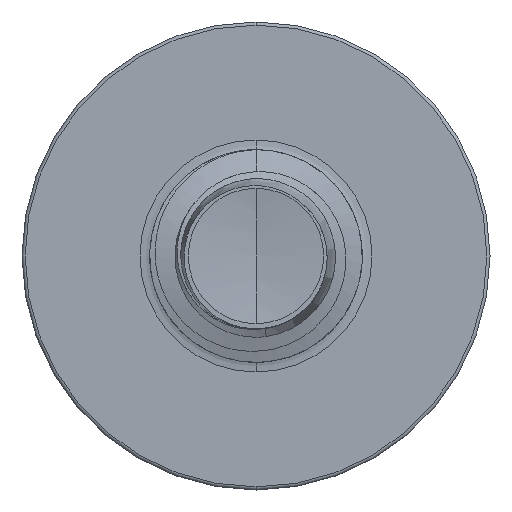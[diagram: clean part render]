
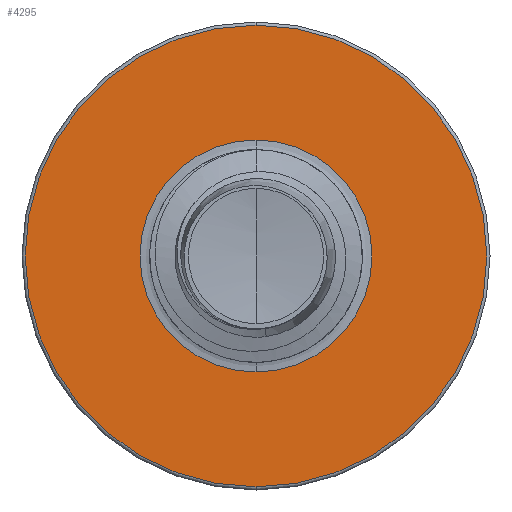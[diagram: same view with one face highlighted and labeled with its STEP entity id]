
A CAD part, front view. The second image highlights one B-rep face of the part: STEP entity #4295.
In plain terms, the highlighted planar face has unit normal (0, -1, 0).
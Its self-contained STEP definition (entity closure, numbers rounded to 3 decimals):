
#16 = EDGE_CURVE ( 'NONE', #9623, #4039, #7703, .T. ) ;
#31 = DIRECTION ( 'NONE',  ( 0., 0., 1. ) ) ;
#35 = DIRECTION ( 'NONE',  ( 0., 1., 0. ) ) ;
#47 = CARTESIAN_POINT ( 'NONE',  ( 0., 3.5, 0. ) ) ;
#267 = AXIS2_PLACEMENT_3D ( 'NONE', #12532, #12520, #12539 ) ;
#432 = DIRECTION ( 'NONE',  ( 0., 1., 0. ) ) ;
#458 = DIRECTION ( 'NONE',  ( 0., 0., 1. ) ) ;
#550 = PLANE ( 'NONE',  #4564 ) ;
#897 = VERTEX_POINT ( 'NONE', #12953 ) ;
#922 = DIRECTION ( 'NONE',  ( 0., 1., 0. ) ) ;
#1749 = CIRCLE ( 'NONE', #11279, 1.363 ) ;
#2003 = CARTESIAN_POINT ( 'NONE',  ( 0., 3.5, -1.363 ) ) ;
#2711 = ORIENTED_EDGE ( 'NONE', *, *, #12753, .T. ) ;
#3191 = AXIS2_PLACEMENT_3D ( 'NONE', #47, #35, #31 ) ;
#3310 = EDGE_LOOP ( 'NONE', ( #11439, #11042 ) ) ;
#3640 = CARTESIAN_POINT ( 'NONE',  ( 0., 3.5, 1.363 ) ) ;
#3941 = DIRECTION ( 'NONE',  ( 0., 0., 1. ) ) ;
#3956 = DIRECTION ( 'NONE',  ( 0., 1., 0. ) ) ;
#3975 = CARTESIAN_POINT ( 'NONE',  ( 0., 3.5, 0. ) ) ;
#3983 = EDGE_LOOP ( 'NONE', ( #10591, #2711 ) ) ;
#4034 = CIRCLE ( 'NONE', #4234, 1.363 ) ;
#4039 = VERTEX_POINT ( 'NONE', #11599 ) ;
#4234 = AXIS2_PLACEMENT_3D ( 'NONE', #3975, #3956, #3941 ) ;
#4295 = ADVANCED_FACE ( 'NONE', ( #6851, #11359 ), #550, .F. ) ;
#4564 = AXIS2_PLACEMENT_3D ( 'NONE', #2003, #922, #458 ) ;
#6409 = EDGE_CURVE ( 'NONE', #6713, #897, #4034, .T. ) ;
#6713 = VERTEX_POINT ( 'NONE', #3640 ) ;
#6851 = FACE_OUTER_BOUND ( 'NONE', #3310, .T. ) ;
#7703 = CIRCLE ( 'NONE', #267, 2.713 ) ;
#8195 = CARTESIAN_POINT ( 'NONE',  ( 0., 3.5, 0. ) ) ;
#9145 = DIRECTION ( 'NONE',  ( 0., 0., 1. ) ) ;
#9579 = EDGE_CURVE ( 'NONE', #4039, #9623, #12123, .T. ) ;
#9623 = VERTEX_POINT ( 'NONE', #13044 ) ;
#10591 = ORIENTED_EDGE ( 'NONE', *, *, #6409, .T. ) ;
#11042 = ORIENTED_EDGE ( 'NONE', *, *, #16, .F. ) ;
#11279 = AXIS2_PLACEMENT_3D ( 'NONE', #8195, #432, #9145 ) ;
#11359 = FACE_BOUND ( 'NONE', #3983, .T. ) ;
#11439 = ORIENTED_EDGE ( 'NONE', *, *, #9579, .F. ) ;
#11599 = CARTESIAN_POINT ( 'NONE',  ( 0., 3.5, 2.713 ) ) ;
#12123 = CIRCLE ( 'NONE', #3191, 2.713 ) ;
#12520 = DIRECTION ( 'NONE',  ( 0., 1., 0. ) ) ;
#12532 = CARTESIAN_POINT ( 'NONE',  ( 0., 3.5, 0. ) ) ;
#12539 = DIRECTION ( 'NONE',  ( 0., 0., 1. ) ) ;
#12753 = EDGE_CURVE ( 'NONE', #897, #6713, #1749, .T. ) ;
#12953 = CARTESIAN_POINT ( 'NONE',  ( 0., 3.5, -1.363 ) ) ;
#13044 = CARTESIAN_POINT ( 'NONE',  ( 0., 3.5, -2.712 ) ) ;
